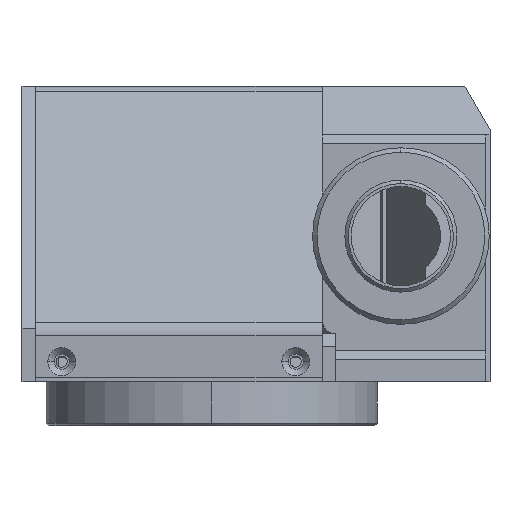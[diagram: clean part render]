
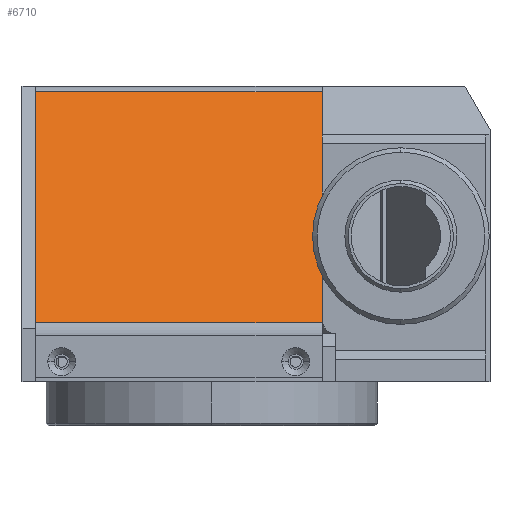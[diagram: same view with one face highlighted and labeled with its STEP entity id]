
A CAD part, left-side view. The second image highlights one B-rep face of the part: STEP entity #6710.
In plain terms, the highlighted planar face has unit normal (-0.707, 0, 0.707).
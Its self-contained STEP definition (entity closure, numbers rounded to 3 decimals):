
#387 = VECTOR ( 'NONE', #8911, 1000. ) ;
#429 = AXIS2_PLACEMENT_3D ( 'NONE', #1758, #7956, #6432 ) ;
#582 = CARTESIAN_POINT ( 'NONE',  ( 18.581, 104., 32.828 ) ) ;
#693 = CARTESIAN_POINT ( 'NONE',  ( 18.581, 4., 32.828 ) ) ;
#982 = VERTEX_POINT ( 'NONE', #1348 ) ;
#1034 = EDGE_CURVE ( 'NONE', #982, #7372, #9861, .T. ) ;
#1348 = CARTESIAN_POINT ( 'NONE',  ( -33.828, 69., -19.581 ) ) ;
#1689 = VERTEX_POINT ( 'NONE', #693 ) ;
#1758 = CARTESIAN_POINT ( 'NONE',  ( -34.414, 104., -20.167 ) ) ;
#2050 = VECTOR ( 'NONE', #7373, 1000. ) ;
#3049 = CARTESIAN_POINT ( 'NONE',  ( -34.414, 69., -20.167 ) ) ;
#3180 = ORIENTED_EDGE ( 'NONE', *, *, #7333, .F. ) ;
#3192 = VECTOR ( 'NONE', #3326, 1000. ) ;
#3326 = DIRECTION ( 'NONE',  ( 0.707, 0., 0.707 ) ) ;
#4091 = EDGE_CURVE ( 'NONE', #7372, #1689, #7574, .T. ) ;
#4336 = ORIENTED_EDGE ( 'NONE', *, *, #5648, .F. ) ;
#4605 = LINE ( 'NONE', #9913, #2050 ) ;
#5271 = VECTOR ( 'NONE', #6794, 1000. ) ;
#5272 = ORIENTED_EDGE ( 'NONE', *, *, #4091, .F. ) ;
#5448 = CARTESIAN_POINT ( 'NONE',  ( -33.828, 4., -19.581 ) ) ;
#5648 = EDGE_CURVE ( 'NONE', #1689, #6510, #7548, .T. ) ;
#6054 = CARTESIAN_POINT ( 'NONE',  ( 18.581, 69., 32.828 ) ) ;
#6055 = FACE_OUTER_BOUND ( 'NONE', #8059, .T. ) ;
#6432 = DIRECTION ( 'NONE',  ( 0.707, 0., 0.707 ) ) ;
#6510 = VERTEX_POINT ( 'NONE', #5448 ) ;
#6710 = ADVANCED_FACE ( 'NONE', ( #6055 ), #7171, .T. ) ;
#6794 = DIRECTION ( 'NONE',  ( 0., -1., 0. ) ) ;
#7171 = PLANE ( 'NONE',  #429 ) ;
#7333 = EDGE_CURVE ( 'NONE', #6510, #982, #4605, .T. ) ;
#7372 = VERTEX_POINT ( 'NONE', #6054 ) ;
#7373 = DIRECTION ( 'NONE',  ( 0., 1., 0. ) ) ;
#7423 = CARTESIAN_POINT ( 'NONE',  ( -34.414, 4., -20.167 ) ) ;
#7548 = LINE ( 'NONE', #7423, #387 ) ;
#7574 = LINE ( 'NONE', #582, #5271 ) ;
#7956 = DIRECTION ( 'NONE',  ( -0.707, 0., 0.707 ) ) ;
#8059 = EDGE_LOOP ( 'NONE', ( #4336, #5272, #8802, #3180 ) ) ;
#8802 = ORIENTED_EDGE ( 'NONE', *, *, #1034, .F. ) ;
#8911 = DIRECTION ( 'NONE',  ( -0.707, 0., -0.707 ) ) ;
#9861 = LINE ( 'NONE', #3049, #3192 ) ;
#9913 = CARTESIAN_POINT ( 'NONE',  ( -33.828, 104., -19.581 ) ) ;
